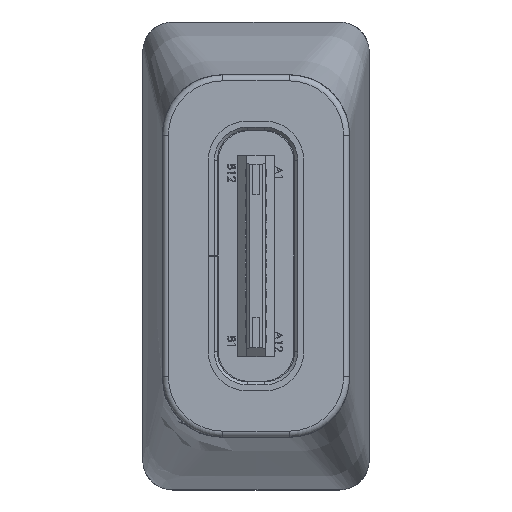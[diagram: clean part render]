
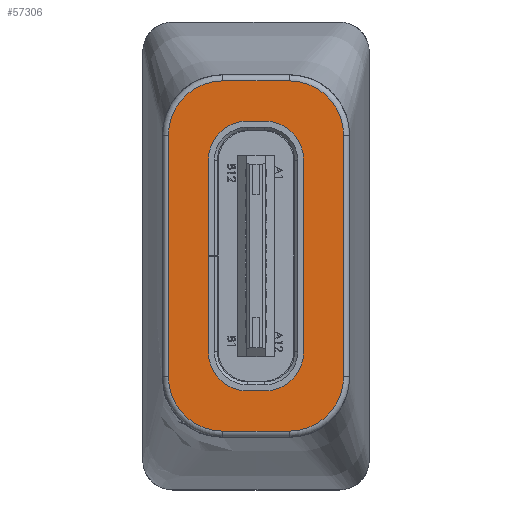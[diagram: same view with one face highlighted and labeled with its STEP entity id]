
A CAD part, left-side view. The second image highlights one B-rep face of the part: STEP entity #57306.
In plain terms, the highlighted planar face has unit normal (-1, 0, 0).
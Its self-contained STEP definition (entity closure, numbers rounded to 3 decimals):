
#670 = CARTESIAN_POINT ( 'NONE',  ( -38., 2.9, 4. ) ) ;
#2296 = VERTEX_POINT ( 'NONE', #71374 ) ;
#3293 = DIRECTION ( 'NONE',  ( -1., 0., 0. ) ) ;
#3407 = ORIENTED_EDGE ( 'NONE', *, *, #60433, .F. ) ;
#3564 = VERTEX_POINT ( 'NONE', #61447 ) ;
#4294 = VECTOR ( 'NONE', #71783, 1000. ) ;
#5367 = AXIS2_PLACEMENT_3D ( 'NONE', #55181, #20253, #61069 ) ;
#6193 = DIRECTION ( 'NONE',  ( 1., 0., 0. ) ) ;
#6454 = CARTESIAN_POINT ( 'NONE',  ( -38., -0.28, -4.47 ) ) ;
#6911 = CARTESIAN_POINT ( 'NONE',  ( -38., 1.58, -3.17 ) ) ;
#7134 = EDGE_CURVE ( 'NONE', #56986, #68432, #68057, .T. ) ;
#7148 = ORIENTED_EDGE ( 'NONE', *, *, #28730, .T. ) ;
#7394 = VECTOR ( 'NONE', #38721, 1000. ) ;
#7722 = ORIENTED_EDGE ( 'NONE', *, *, #58616, .T. ) ;
#7933 = CARTESIAN_POINT ( 'NONE',  ( -38., -1.58, 3.17 ) ) ;
#9515 = ORIENTED_EDGE ( 'NONE', *, *, #57511, .F. ) ;
#10553 = EDGE_CURVE ( 'NONE', #46546, #23942, #59467, .T. ) ;
#10856 = LINE ( 'NONE', #20402, #24544 ) ;
#11078 = VERTEX_POINT ( 'NONE', #7933 ) ;
#11139 = AXIS2_PLACEMENT_3D ( 'NONE', #20284, #61117, #26121 ) ;
#11330 = LINE ( 'NONE', #6911, #71601 ) ;
#11491 = DIRECTION ( 'NONE',  ( -1., 0., 0. ) ) ;
#11905 = VERTEX_POINT ( 'NONE', #31208 ) ;
#12410 = ORIENTED_EDGE ( 'NONE', *, *, #68896, .T. ) ;
#15062 = EDGE_CURVE ( 'NONE', #37747, #3564, #43180, .T. ) ;
#15454 = CARTESIAN_POINT ( 'NONE',  ( -38., 0.28, -4.47 ) ) ;
#16530 = AXIS2_PLACEMENT_3D ( 'NONE', #70197, #6193, #46963 ) ;
#18963 = DIRECTION ( 'NONE',  ( -1., 0., 0. ) ) ;
#19512 = EDGE_CURVE ( 'NONE', #45015, #2296, #49873, .T. ) ;
#19979 = EDGE_CURVE ( 'NONE', #40114, #63618, #55285, .T. ) ;
#20253 = DIRECTION ( 'NONE',  ( -1., 0., 0. ) ) ;
#20284 = CARTESIAN_POINT ( 'NONE',  ( -38., 1.1, -4. ) ) ;
#20402 = CARTESIAN_POINT ( 'NONE',  ( -38., 0.28, -4.47 ) ) ;
#20453 = ORIENTED_EDGE ( 'NONE', *, *, #19512, .T. ) ;
#22218 = VERTEX_POINT ( 'NONE', #15454 ) ;
#23942 = VERTEX_POINT ( 'NONE', #28236 ) ;
#24539 = VECTOR ( 'NONE', #38701, 1000. ) ;
#24544 = VECTOR ( 'NONE', #55613, 1000. ) ;
#24752 = CARTESIAN_POINT ( 'NONE',  ( -38., 0.28, -3.17 ) ) ;
#25585 = ORIENTED_EDGE ( 'NONE', *, *, #15062, .T. ) ;
#26037 = ORIENTED_EDGE ( 'NONE', *, *, #27212, .F. ) ;
#26121 = DIRECTION ( 'NONE',  ( 0., 1., 0. ) ) ;
#26906 = ORIENTED_EDGE ( 'NONE', *, *, #62010, .T. ) ;
#27212 = EDGE_CURVE ( 'NONE', #53391, #73892, #11330, .T. ) ;
#27309 = CIRCLE ( 'NONE', #5367, 1.8 ) ;
#27465 = ORIENTED_EDGE ( 'NONE', *, *, #10553, .F. ) ;
#27860 = AXIS2_PLACEMENT_3D ( 'NONE', #46500, #11491, #52320 ) ;
#27912 = EDGE_LOOP ( 'NONE', ( #30878, #42056, #26037, #9515, #27465, #3407, #44271, #38405 ) ) ;
#28236 = CARTESIAN_POINT ( 'NONE',  ( -38., 0.28, 4.47 ) ) ;
#28730 = EDGE_CURVE ( 'NONE', #2296, #35304, #69757, .T. ) ;
#30602 = DIRECTION ( 'NONE',  ( 0., 0., 1. ) ) ;
#30727 = CARTESIAN_POINT ( 'NONE',  ( -38., -2.9, 4. ) ) ;
#30878 = ORIENTED_EDGE ( 'NONE', *, *, #32140, .F. ) ;
#31208 = CARTESIAN_POINT ( 'NONE',  ( -38., 1.1, 5.8 ) ) ;
#31850 = DIRECTION ( 'NONE',  ( -1., 0., 0. ) ) ;
#31888 = CARTESIAN_POINT ( 'NONE',  ( -38., 0.28, 3.17 ) ) ;
#32140 = EDGE_CURVE ( 'NONE', #22218, #56986, #10856, .T. ) ;
#34325 = VECTOR ( 'NONE', #48623, 1000. ) ;
#34433 = CARTESIAN_POINT ( 'NONE',  ( -38., 1.58, 3.17 ) ) ;
#35304 = VERTEX_POINT ( 'NONE', #44211 ) ;
#35890 = AXIS2_PLACEMENT_3D ( 'NONE', #53916, #18963, #59775 ) ;
#36091 = AXIS2_PLACEMENT_3D ( 'NONE', #38178, #3293, #44092 ) ;
#36674 = FACE_BOUND ( 'NONE', #27912, .T. ) ;
#36736 = CIRCLE ( 'NONE', #66397, 1.3 ) ;
#37111 = VECTOR ( 'NONE', #37295, 1000. ) ;
#37295 = DIRECTION ( 'NONE',  ( 0., 0., 1. ) ) ;
#37741 = DIRECTION ( 'NONE',  ( 0., 0., -1. ) ) ;
#37747 = VERTEX_POINT ( 'NONE', #30727 ) ;
#38178 = CARTESIAN_POINT ( 'NONE',  ( -38., -1.1, 4. ) ) ;
#38405 = ORIENTED_EDGE ( 'NONE', *, *, #7134, .F. ) ;
#38701 = DIRECTION ( 'NONE',  ( 0., -1., 0. ) ) ;
#38721 = DIRECTION ( 'NONE',  ( 0., 1., 0. ) ) ;
#38949 = LINE ( 'NONE', #66439, #37111 ) ;
#39074 = CIRCLE ( 'NONE', #27860, 1.3 ) ;
#40114 = VERTEX_POINT ( 'NONE', #42677 ) ;
#41116 = PLANE ( 'NONE',  #16530 ) ;
#41903 = LINE ( 'NONE', #67807, #24539 ) ;
#42056 = ORIENTED_EDGE ( 'NONE', *, *, #57040, .F. ) ;
#42677 = CARTESIAN_POINT ( 'NONE',  ( -38., -1.1, -5.8 ) ) ;
#43180 = CIRCLE ( 'NONE', #36091, 1.8 ) ;
#43972 = VECTOR ( 'NONE', #66720, 1000. ) ;
#44092 = DIRECTION ( 'NONE',  ( 0., 1., 0. ) ) ;
#44211 = CARTESIAN_POINT ( 'NONE',  ( -38., 1.1, -5.8 ) ) ;
#44271 = ORIENTED_EDGE ( 'NONE', *, *, #50167, .F. ) ;
#45015 = VERTEX_POINT ( 'NONE', #670 ) ;
#45600 = CARTESIAN_POINT ( 'NONE',  ( -38., -0.28, 4.47 ) ) ;
#46500 = CARTESIAN_POINT ( 'NONE',  ( -38., -0.28, 3.17 ) ) ;
#46546 = VERTEX_POINT ( 'NONE', #45600 ) ;
#46963 = DIRECTION ( 'NONE',  ( 0., 1., 0. ) ) ;
#48623 = DIRECTION ( 'NONE',  ( 0., 0., -1. ) ) ;
#48934 = CARTESIAN_POINT ( 'NONE',  ( -38., 1.58, -3.17 ) ) ;
#49650 = CARTESIAN_POINT ( 'NONE',  ( -38., -1.58, -3.17 ) ) ;
#49873 = LINE ( 'NONE', #66002, #34325 ) ;
#50167 = EDGE_CURVE ( 'NONE', #68432, #11078, #50808, .T. ) ;
#50489 = CARTESIAN_POINT ( 'NONE',  ( -38., 1.1, 5.8 ) ) ;
#50808 = LINE ( 'NONE', #60043, #4294 ) ;
#51256 = CIRCLE ( 'NONE', #71271, 1.3 ) ;
#52320 = DIRECTION ( 'NONE',  ( 0., 0., -1. ) ) ;
#53391 = VERTEX_POINT ( 'NONE', #34433 ) ;
#53697 = EDGE_CURVE ( 'NONE', #35304, #40114, #41903, .T. ) ;
#53916 = CARTESIAN_POINT ( 'NONE',  ( -38., -1.1, -4. ) ) ;
#55181 = CARTESIAN_POINT ( 'NONE',  ( -38., 1.1, 4. ) ) ;
#55285 = CIRCLE ( 'NONE', #35890, 1.8 ) ;
#55613 = DIRECTION ( 'NONE',  ( 0., -1., 0. ) ) ;
#56986 = VERTEX_POINT ( 'NONE', #6454 ) ;
#57040 = EDGE_CURVE ( 'NONE', #73892, #22218, #36736, .T. ) ;
#57306 = ADVANCED_FACE ( 'NONE', ( #65941, #36674 ), #41116, .F. ) ;
#57511 = EDGE_CURVE ( 'NONE', #23942, #53391, #51256, .T. ) ;
#58395 = AXIS2_PLACEMENT_3D ( 'NONE', #66855, #31850, #72680 ) ;
#58616 = EDGE_CURVE ( 'NONE', #11905, #45015, #27309, .T. ) ;
#59467 = LINE ( 'NONE', #60803, #43972 ) ;
#59649 = CARTESIAN_POINT ( 'NONE',  ( -38., -2.9, -4. ) ) ;
#59775 = DIRECTION ( 'NONE',  ( 0., 1., 0. ) ) ;
#60043 = CARTESIAN_POINT ( 'NONE',  ( -38., -1.58, -3.17 ) ) ;
#60433 = EDGE_CURVE ( 'NONE', #11078, #46546, #39074, .T. ) ;
#60803 = CARTESIAN_POINT ( 'NONE',  ( -38., 0.28, 4.47 ) ) ;
#61069 = DIRECTION ( 'NONE',  ( 0., 1., 0. ) ) ;
#61117 = DIRECTION ( 'NONE',  ( -1., 0., 0. ) ) ;
#61447 = CARTESIAN_POINT ( 'NONE',  ( -38., -1.1, 5.8 ) ) ;
#62010 = EDGE_CURVE ( 'NONE', #63618, #37747, #38949, .T. ) ;
#62740 = EDGE_LOOP ( 'NONE', ( #12410, #7722, #20453, #7148, #70665, #64736, #26906, #25585 ) ) ;
#63618 = VERTEX_POINT ( 'NONE', #59649 ) ;
#64736 = ORIENTED_EDGE ( 'NONE', *, *, #19979, .T. ) ;
#65332 = DIRECTION ( 'NONE',  ( 0., 0., -1. ) ) ;
#65613 = DIRECTION ( 'NONE',  ( -1., 0., 0. ) ) ;
#65941 = FACE_OUTER_BOUND ( 'NONE', #62740, .T. ) ;
#66002 = CARTESIAN_POINT ( 'NONE',  ( -38., 2.9, -4. ) ) ;
#66397 = AXIS2_PLACEMENT_3D ( 'NONE', #24752, #65613, #30602 ) ;
#66439 = CARTESIAN_POINT ( 'NONE',  ( -38., -2.9, 4. ) ) ;
#66720 = DIRECTION ( 'NONE',  ( 0., 1., 0. ) ) ;
#66855 = CARTESIAN_POINT ( 'NONE',  ( -38., -0.28, -3.17 ) ) ;
#67807 = CARTESIAN_POINT ( 'NONE',  ( -38., -1.1, -5.8 ) ) ;
#68057 = CIRCLE ( 'NONE', #58395, 1.3 ) ;
#68432 = VERTEX_POINT ( 'NONE', #49650 ) ;
#68896 = EDGE_CURVE ( 'NONE', #3564, #11905, #69443, .T. ) ;
#69443 = LINE ( 'NONE', #50489, #7394 ) ;
#69757 = CIRCLE ( 'NONE', #11139, 1.8 ) ;
#70197 = CARTESIAN_POINT ( 'NONE',  ( -38., -1.1, -4. ) ) ;
#70665 = ORIENTED_EDGE ( 'NONE', *, *, #53697, .T. ) ;
#71271 = AXIS2_PLACEMENT_3D ( 'NONE', #31888, #72719, #37741 ) ;
#71374 = CARTESIAN_POINT ( 'NONE',  ( -38., 2.9, -4. ) ) ;
#71601 = VECTOR ( 'NONE', #65332, 1000. ) ;
#71783 = DIRECTION ( 'NONE',  ( 0., 0., 1. ) ) ;
#72680 = DIRECTION ( 'NONE',  ( 0., 0., 1. ) ) ;
#72719 = DIRECTION ( 'NONE',  ( -1., 0., 0. ) ) ;
#73892 = VERTEX_POINT ( 'NONE', #48934 ) ;
